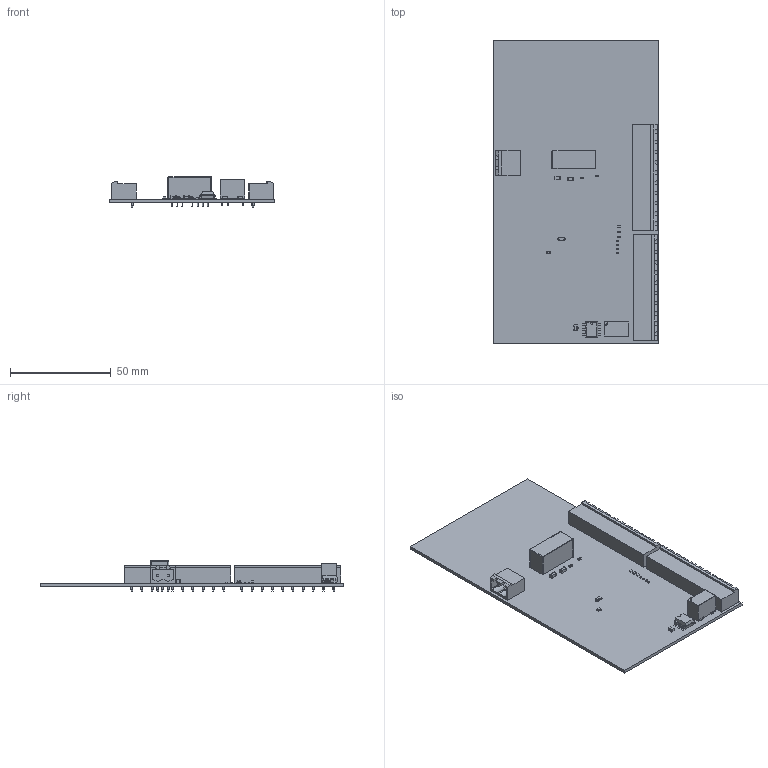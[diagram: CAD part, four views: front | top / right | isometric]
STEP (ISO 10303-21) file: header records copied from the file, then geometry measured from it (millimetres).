
FILE_DESCRIPTION(('KiCad electronic assembly'),'2;1');
FILE_NAME('RS232-Relay.step','2024-08-21T22:36:22',('Pcbnew'),('Kicad'), 'Open CASCADE STEP processor 7.7','KiCad to STEP converter','Unknown' );
FILE_SCHEMA(('AUTOMOTIVE_DESIGN { 1 0 10303 214 1 1 1 1 }'));
Length unit declared in the file: millimetre
Products named in the file (28): RS232-Relay 1; C_0603_1608Metric; C_0402_1005Metric; DIP-6_W7.62mm_SMDSocket; DIP_6_W762mm_SMDSocket; C_1206_3216Metric; R_0402_1005Metric; PhoenixContact_MSTBA_2,5_10-G-5,08_1x10_P5.08mm_Horizontal; MSTBA_01x10_G_5_08mm; SOT-23; SOT_23; D_SOD-123; D_SOD_123; Converter_DCDC_TRACO_TMR-xxxx_THT; Converter_DCDC_TRACO_TMR_xxxx_THT; R_0603_1608Metric; Relay_SPDT_Omron_G5V-1; PhoenixContact_MSTBA_2,5_2-G-5,08_1x02_P5.08mm_Horizontal; MSTBA_01x02_G_5_08mm; LED_0805_2012Metric; RS232-Relay_PCB
Assembly tree (34 placements, depth 3):
  RS232-Relay 1
    C_0603_1608Metric  x2
      C_0603_1608Metric
    C_0402_1005Metric  x2
      C_0402_1005Metric
    DIP-6_W7.62mm_SMDSocket
      DIP_6_W762mm_SMDSocket
    C_1206_3216Metric  x2
      C_1206_3216Metric
    R_0402_1005Metric  x2
      R_0402_1005Metric
    PhoenixContact_MSTBA_2,5_10-G-5,08_1x10_P5.08mm_Horizontal  x2
      MSTBA_01x10_G_5_08mm
    SOT-23
      SOT_23
    D_SOD-123
      D_SOD_123
    Converter_DCDC_TRACO_TMR-xxxx_THT
      Converter_DCDC_TRACO_TMR_xxxx_THT
    R_0603_1608Metric  x3
      R_0603_1608Metric
    Relay_SPDT_Omron_G5V-1
      Relay_SPDT_Omron_G5V-1
    PhoenixContact_MSTBA_2,5_2-G-5,08_1x02_P5.08mm_Horizontal
      MSTBA_01x02_G_5_08mm
    LED_0805_2012Metric
      LED_0805_2012Metric
    RS232-Relay_PCB
Bounding box: 82.5 x 151 x 15.1 mm (x, y, z)
Volume: 28890.2 mm3; surface area: 36295.3 mm2
Topology: 21 solids, 21 shells, 1339 faces, 3278 edges, 2052 vertices
Faces by surface type: plane 1004, cylinder 246, bspline 77, torus 11, cone 1
Full cylindrical faces by diameter (mm): 0.5 x7, 1 x13, 1.4 x22
Entity records: 33006 total; most frequent: CARTESIAN_POINT 4898, ORIENTED_EDGE 4470, DIRECTION 4274, EDGE_CURVE 2235, LINE 1774, VECTOR 1774, VERTEX_POINT 1394, AXIS2_PLACEMENT_3D 1250
